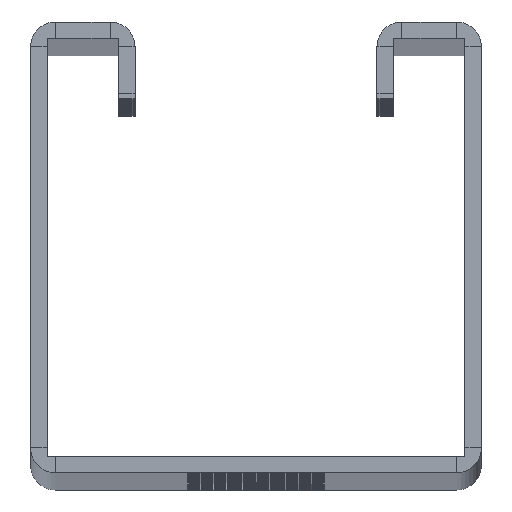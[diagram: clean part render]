
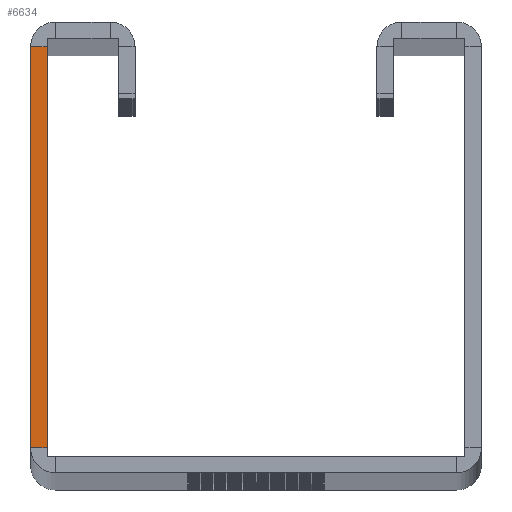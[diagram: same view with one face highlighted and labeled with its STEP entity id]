
A CAD part, top view. The second image highlights one B-rep face of the part: STEP entity #6634.
In plain terms, the highlighted planar face has unit normal (0, 0, 1).
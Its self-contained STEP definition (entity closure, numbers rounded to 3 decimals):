
#3711 = VERTEX_POINT ( 'NONE', #40036 ) ;
#3752 = VERTEX_POINT ( 'NONE', #40214 ) ;
#3881 = EDGE_LOOP ( 'NONE', ( #16716, #40904, #5943, #28131 ) ) ;
#5943 = ORIENTED_EDGE ( 'NONE', *, *, #38962, .T. ) ;
#6634 = ADVANCED_FACE ( 'NONE', ( #18215 ), #43191, .T. ) ;
#7454 = VECTOR ( 'NONE', #56293, 1000. ) ;
#8231 = LINE ( 'NONE', #32963, #18385 ) ;
#9987 = VECTOR ( 'NONE', #28812, 1000. ) ;
#15619 = DIRECTION ( 'NONE',  ( 1., 0., 0. ) ) ;
#16716 = ORIENTED_EDGE ( 'NONE', *, *, #22065, .F. ) ;
#18215 = FACE_OUTER_BOUND ( 'NONE', #3881, .T. ) ;
#18385 = VECTOR ( 'NONE', #19474, 1000. ) ;
#19474 = DIRECTION ( 'NONE',  ( 0., 1., 0. ) ) ;
#19859 = CARTESIAN_POINT ( 'NONE',  ( -20.5, 0., 0. ) ) ;
#19951 = CARTESIAN_POINT ( 'NONE',  ( -20.5, 2.25, 0. ) ) ;
#21154 = EDGE_CURVE ( 'NONE', #44282, #3711, #49559, .T. ) ;
#21357 = DIRECTION ( 'NONE',  ( 0., 0., 1. ) ) ;
#21363 = LINE ( 'NONE', #19951, #37686 ) ;
#22065 = EDGE_CURVE ( 'NONE', #44995, #3711, #46692, .T. ) ;
#28131 = ORIENTED_EDGE ( 'NONE', *, *, #21154, .T. ) ;
#28812 = DIRECTION ( 'NONE',  ( 0., 1., 0. ) ) ;
#32963 = CARTESIAN_POINT ( 'NONE',  ( -19., 0., 0. ) ) ;
#37686 = VECTOR ( 'NONE', #15619, 1000. ) ;
#38796 = CARTESIAN_POINT ( 'NONE',  ( -19., 38.75, 0. ) ) ;
#38962 = EDGE_CURVE ( 'NONE', #3752, #44282, #8231, .T. ) ;
#40036 = CARTESIAN_POINT ( 'NONE',  ( -20.5, 38.75, 0. ) ) ;
#40214 = CARTESIAN_POINT ( 'NONE',  ( -19., 2.25, 0. ) ) ;
#40904 = ORIENTED_EDGE ( 'NONE', *, *, #48044, .T. ) ;
#41566 = CARTESIAN_POINT ( 'NONE',  ( -19., 38.75, 0. ) ) ;
#43191 = PLANE ( 'NONE',  #50488 ) ;
#43381 = DIRECTION ( 'NONE',  ( 1., 0., 0. ) ) ;
#44282 = VERTEX_POINT ( 'NONE', #41566 ) ;
#44995 = VERTEX_POINT ( 'NONE', #54645 ) ;
#46692 = LINE ( 'NONE', #19859, #9987 ) ;
#48044 = EDGE_CURVE ( 'NONE', #44995, #3752, #21363, .T. ) ;
#49559 = LINE ( 'NONE', #38796, #7454 ) ;
#50488 = AXIS2_PLACEMENT_3D ( 'NONE', #51611, #21357, #43381 ) ;
#51611 = CARTESIAN_POINT ( 'NONE',  ( -18.25, 1.5, 0. ) ) ;
#54645 = CARTESIAN_POINT ( 'NONE',  ( -20.5, 2.25, 0. ) ) ;
#56293 = DIRECTION ( 'NONE',  ( -1., 0., 0. ) ) ;
